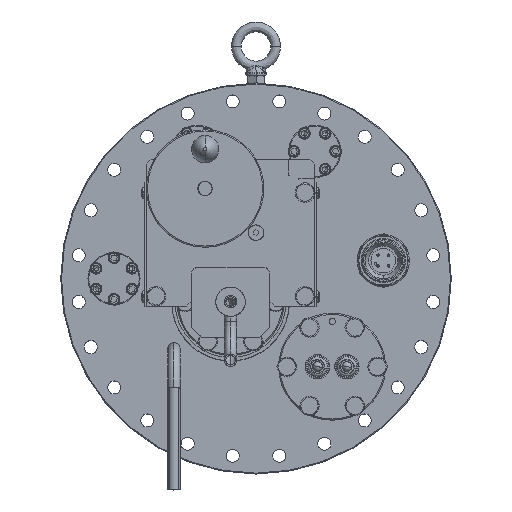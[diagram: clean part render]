
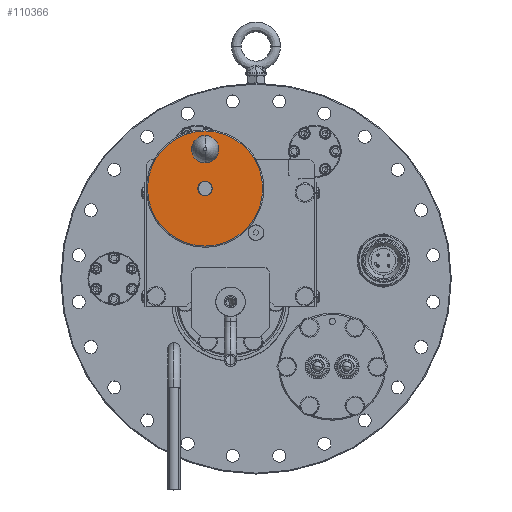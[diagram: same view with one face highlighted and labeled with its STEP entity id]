
A CAD part, top view. The second image highlights one B-rep face of the part: STEP entity #110366.
In plain terms, the highlighted planar face has unit normal (0, 0, 1).
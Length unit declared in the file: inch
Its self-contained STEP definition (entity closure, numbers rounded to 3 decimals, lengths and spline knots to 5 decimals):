
#2149 = EDGE_CURVE ( 'NONE', #129827, #28138, #37956, .T. ) ;
#6580 = VERTEX_POINT ( 'NONE', #91027 ) ;
#8737 = DIRECTION ( 'NONE',  ( -1., 0., 0. ) ) ;
#13791 = AXIS2_PLACEMENT_3D ( 'NONE', #109341, #105972, #120919 ) ;
#16051 = DIRECTION ( 'NONE',  ( 0., 0., 1. ) ) ;
#16236 = CARTESIAN_POINT ( 'NONE',  ( -3.34301, 7.76312, 18.61601 ) ) ;
#18603 = DIRECTION ( 'NONE',  ( 0., 0., 1. ) ) ;
#22985 = CARTESIAN_POINT ( 'NONE',  ( -3.34301, 7.76312, 18.61601 ) ) ;
#27688 = DIRECTION ( 'NONE',  ( -1., 0., 0. ) ) ;
#28138 = VERTEX_POINT ( 'NONE', #52528 ) ;
#29104 = CIRCLE ( 'NONE', #117101, 0.25 ) ;
#29746 = PLANE ( 'NONE',  #104705 ) ;
#34445 = DIRECTION ( 'NONE',  ( -1., 0., 0. ) ) ;
#35641 = ORIENTED_EDGE ( 'NONE', *, *, #69378, .F. ) ;
#37956 = CIRCLE ( 'NONE', #13791, 0.25 ) ;
#38934 = VERTEX_POINT ( 'NONE', #131326 ) ;
#41999 = CARTESIAN_POINT ( 'NONE',  ( -3.34301, 8.51312, 18.61601 ) ) ;
#48195 = CIRCLE ( 'NONE', #129062, 1.46875 ) ;
#48407 = FACE_BOUND ( 'NONE', #117186, .T. ) ;
#52528 = CARTESIAN_POINT ( 'NONE',  ( -3.34301, 9.01312, 18.61601 ) ) ;
#53159 = DIRECTION ( 'NONE',  ( 0., 0., -1. ) ) ;
#55143 = EDGE_CURVE ( 'NONE', #63560, #91965, #48195, .T. ) ;
#63560 = VERTEX_POINT ( 'NONE', #81143 ) ;
#68087 = ORIENTED_EDGE ( 'NONE', *, *, #55143, .T. ) ;
#69378 = EDGE_CURVE ( 'NONE', #28138, #129827, #29104, .T. ) ;
#69714 = ORIENTED_EDGE ( 'NONE', *, *, #79683, .T. ) ;
#75011 = FACE_BOUND ( 'NONE', #129088, .T. ) ;
#76810 = DIRECTION ( 'NONE',  ( 0., 0., -1. ) ) ;
#79260 = AXIS2_PLACEMENT_3D ( 'NONE', #86727, #18603, #98088 ) ;
#79683 = EDGE_CURVE ( 'NONE', #91965, #63560, #113181, .T. ) ;
#81143 = CARTESIAN_POINT ( 'NONE',  ( -4.81176, 7.76312, 18.61601 ) ) ;
#84179 = CARTESIAN_POINT ( 'NONE',  ( -3.34301, 8.76312, 18.61601 ) ) ;
#85206 = AXIS2_PLACEMENT_3D ( 'NONE', #144831, #76810, #8737 ) ;
#86727 = CARTESIAN_POINT ( 'NONE',  ( -3.34301, 7.76312, 18.61601 ) ) ;
#88288 = EDGE_LOOP ( 'NONE', ( #68087, #69714 ) ) ;
#91027 = CARTESIAN_POINT ( 'NONE',  ( -3.15501, 7.76312, 18.61601 ) ) ;
#91965 = VERTEX_POINT ( 'NONE', #129663 ) ;
#93321 = EDGE_CURVE ( 'NONE', #6580, #38934, #118637, .T. ) ;
#95561 = DIRECTION ( 'NONE',  ( 1., 0., 0. ) ) ;
#95756 = DIRECTION ( 'NONE',  ( 0., 0., 1. ) ) ;
#97476 = EDGE_CURVE ( 'NONE', #38934, #6580, #105041, .T. ) ;
#98088 = DIRECTION ( 'NONE',  ( -1., 0., 0. ) ) ;
#99648 = ORIENTED_EDGE ( 'NONE', *, *, #93321, .T. ) ;
#102422 = DIRECTION ( 'NONE',  ( 0., 0., -1. ) ) ;
#104705 = AXIS2_PLACEMENT_3D ( 'NONE', #121014, #53159, #132412 ) ;
#105041 = CIRCLE ( 'NONE', #132230, 0.188 ) ;
#105972 = DIRECTION ( 'NONE',  ( 0., 0., 1. ) ) ;
#109341 = CARTESIAN_POINT ( 'NONE',  ( -3.34301, 8.76312, 18.61601 ) ) ;
#110366 = ADVANCED_FACE ( 'NONE', ( #48407, #135316, #75011 ), #29746, .F. ) ;
#113181 = CIRCLE ( 'NONE', #79260, 1.46875 ) ;
#117101 = AXIS2_PLACEMENT_3D ( 'NONE', #84179, #16051, #95561 ) ;
#117186 = EDGE_LOOP ( 'NONE', ( #132182, #99648 ) ) ;
#118637 = CIRCLE ( 'NONE', #85206, 0.188 ) ;
#120919 = DIRECTION ( 'NONE',  ( 1., 0., 0. ) ) ;
#121014 = CARTESIAN_POINT ( 'NONE',  ( -3.34301, 7.76312, 18.61601 ) ) ;
#129062 = AXIS2_PLACEMENT_3D ( 'NONE', #16236, #95756, #27688 ) ;
#129088 = EDGE_LOOP ( 'NONE', ( #35641, #146108 ) ) ;
#129663 = CARTESIAN_POINT ( 'NONE',  ( -1.87426, 7.76312, 18.61601 ) ) ;
#129827 = VERTEX_POINT ( 'NONE', #41999 ) ;
#131326 = CARTESIAN_POINT ( 'NONE',  ( -3.53101, 7.76312, 18.61601 ) ) ;
#132182 = ORIENTED_EDGE ( 'NONE', *, *, #97476, .T. ) ;
#132230 = AXIS2_PLACEMENT_3D ( 'NONE', #22985, #102422, #34445 ) ;
#132412 = DIRECTION ( 'NONE',  ( -1., 0., 0. ) ) ;
#135316 = FACE_OUTER_BOUND ( 'NONE', #88288, .T. ) ;
#144831 = CARTESIAN_POINT ( 'NONE',  ( -3.34301, 7.76312, 18.61601 ) ) ;
#146108 = ORIENTED_EDGE ( 'NONE', *, *, #2149, .F. ) ;
